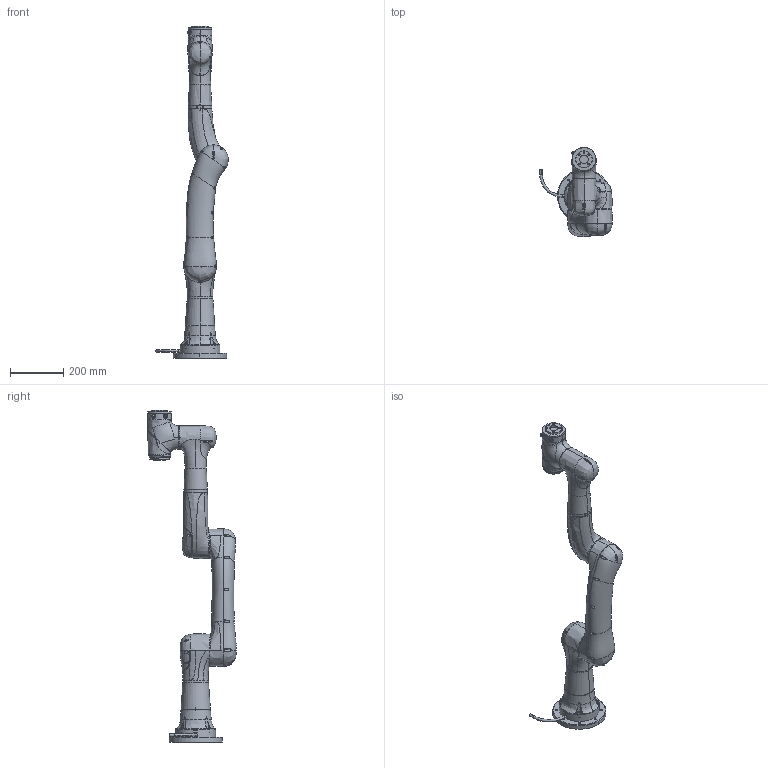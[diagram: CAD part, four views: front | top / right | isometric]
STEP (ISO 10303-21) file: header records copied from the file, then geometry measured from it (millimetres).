
FILE_DESCRIPTION(('FreeCAD Model'),'2;1');
FILE_NAME('Open CASCADE Shape Model','2025-04-29T09:33:03',('FreeCAD'),( 'FreeCAD'),'Open CASCADE STEP processor 7.6','FreeCAD','Unknown');
FILE_SCHEMA(('AUTOMOTIVE_DESIGN { 1 0 10303 214 1 1 1 1 }'));
Products named in the file (1): Open CASCADE STEP translator 7.6 1
Bounding box: 272.72 x 333.65 x 1249.5 mm (x, y, z)
Volume: 8764372.1 mm3; surface area: 799329.7 mm2
Topology: 12 solids, 13 shells, 2322 faces, 5963 edges, 3729 vertices
Faces by surface type: plane 874, bspline 586, cylinder 496, cone 183, torus 122, sphere 61
Full cylindrical faces by diameter (mm): 6.3 x1
Entity records: 165727 total; most frequent: CARTESIAN_POINT 114025, ORIENTED_EDGE 11820, DIRECTION 9366, EDGE_CURVE 5914, VERTEX_POINT 3729, AXIS2_PLACEMENT_3D 3676, FACE_BOUND 2502, EDGE_LOOP 2502
